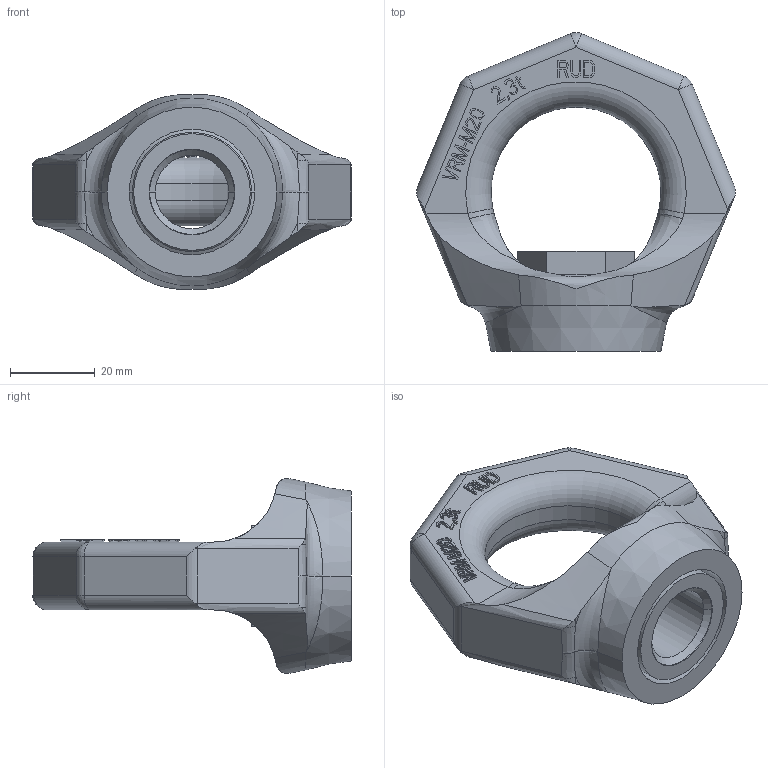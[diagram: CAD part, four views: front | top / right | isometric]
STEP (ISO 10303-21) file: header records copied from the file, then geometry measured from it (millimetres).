
FILE_DESCRIPTION((''),'2;1');
FILE_NAME('4VRM-M20','2005-01-21T',('jakubetz'),(''),'PRO/ENGINEER BY PARAMETRIC TECHNOLOGY CORPORATION, 2001400','PRO/ENGINEER BY PARAMETRIC TECHNOLOGY CORPORATION, 2001400','');
FILE_SCHEMA(('CONFIG_CONTROL_DESIGN'));
Length unit declared in the file: millimetre
Products named in the file (1): 4VRM-M20
Bounding box: 75.19 x 75.08 x 45.94 mm (x, y, z)
Volume: 55868.7 mm3; surface area: 20157.3 mm2
Topology: 2 solids, 3 shells, 459 faces, 1265 edges, 818 vertices
Faces by surface type: plane 361, cylinder 40, bspline 34, cone 12, torus 6, sphere 6
Entity records: 16695 total; most frequent: CARTESIAN_POINT 5355, ORIENTED_EDGE 2510, DIRECTION 2045, EDGE_CURVE 1257, VECTOR 1049, LINE 1049, VERTEX_POINT 818, AXIS2_PLACEMENT_3D 498
